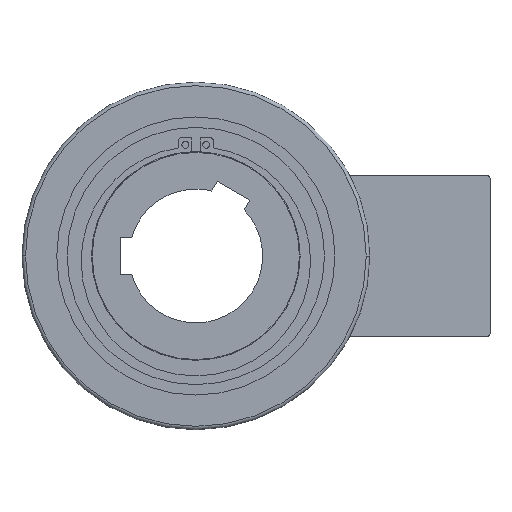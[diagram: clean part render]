
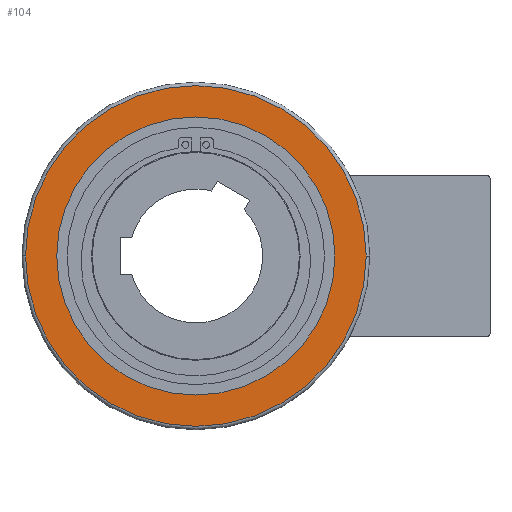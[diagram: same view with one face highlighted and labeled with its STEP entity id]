
A CAD part, left-side view. The second image highlights one B-rep face of the part: STEP entity #104.
In plain terms, the highlighted planar face has unit normal (-1, 0, 0).
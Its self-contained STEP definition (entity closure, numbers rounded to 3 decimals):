
#104=ADVANCED_FACE('',(#251,#252),#253,.T.);
#251=FACE_OUTER_BOUND('',#429,.T.);
#252=FACE_BOUND('',#430,.T.);
#253=PLANE('',#431);
#429=EDGE_LOOP('',(#940,#941,#942));
#430=EDGE_LOOP('',(#943,#944));
#431=AXIS2_PLACEMENT_3D('',#945,#946,#947);
#940=ORIENTED_EDGE('',*,*,#1282,.T.);
#941=ORIENTED_EDGE('',*,*,#1234,.T.);
#942=ORIENTED_EDGE('',*,*,#1283,.T.);
#943=ORIENTED_EDGE('',*,*,#1203,.T.);
#944=ORIENTED_EDGE('',*,*,#1327,.T.);
#945=CARTESIAN_POINT('',(-31.5,0.,0.));
#946=DIRECTION('',(-1.0,0.,0.));
#947=DIRECTION('',(0.,1.0,0.));
#1203=EDGE_CURVE('',#1456,#1453,#1457,.T.);
#1234=EDGE_CURVE('',#1511,#1513,#1515,.T.);
#1282=EDGE_CURVE('',#1593,#1511,#1594,.T.);
#1283=EDGE_CURVE('',#1513,#1593,#1595,.T.);
#1327=EDGE_CURVE('',#1453,#1456,#1660,.T.);
#1453=VERTEX_POINT('',#1825);
#1456=VERTEX_POINT('',#1829);
#1457=CIRCLE('',#1830,104.0);
#1511=VERTEX_POINT('',#1896);
#1513=VERTEX_POINT('',#1898);
#1515=CIRCLE('',#1900,127.4);
#1593=VERTEX_POINT('',#2011);
#1594=CIRCLE('',#2012,127.4);
#1595=CIRCLE('',#2013,127.4);
#1660=CIRCLE('',#2099,104.0);
#1825=CARTESIAN_POINT('',(-31.5,104.0,0.));
#1829=CARTESIAN_POINT('',(-31.5,-104.0,0.));
#1830=AXIS2_PLACEMENT_3D('',#2279,#2280,#2281);
#1896=CARTESIAN_POINT('',(-31.5,127.4,0.));
#1898=CARTESIAN_POINT('',(-31.5,-127.4,0.));
#1900=AXIS2_PLACEMENT_3D('',#2348,#2349,#2350);
#2011=CARTESIAN_POINT('',(-31.5,0.,127.4));
#2012=AXIS2_PLACEMENT_3D('',#2426,#2427,#2428);
#2013=AXIS2_PLACEMENT_3D('',#2429,#2430,#2431);
#2099=AXIS2_PLACEMENT_3D('',#2519,#2520,#2521);
#2279=CARTESIAN_POINT('',(-31.5,0.,0.));
#2280=DIRECTION('',(1.0,0.,0.));
#2281=DIRECTION('',(0.,1.0,0.));
#2348=CARTESIAN_POINT('',(-31.5,0.,0.));
#2349=DIRECTION('',(-1.0,0.,0.));
#2350=DIRECTION('',(0.0,0.,1.0));
#2426=CARTESIAN_POINT('',(-31.5,0.,0.));
#2427=DIRECTION('',(-1.0,0.,0.));
#2428=DIRECTION('',(0.0,0.,1.0));
#2429=CARTESIAN_POINT('',(-31.5,0.,0.));
#2430=DIRECTION('',(-1.0,0.,0.));
#2431=DIRECTION('',(0.0,0.,1.0));
#2519=CARTESIAN_POINT('',(-31.5,0.,0.));
#2520=DIRECTION('',(1.0,0.,0.));
#2521=DIRECTION('',(0.,1.0,0.));
